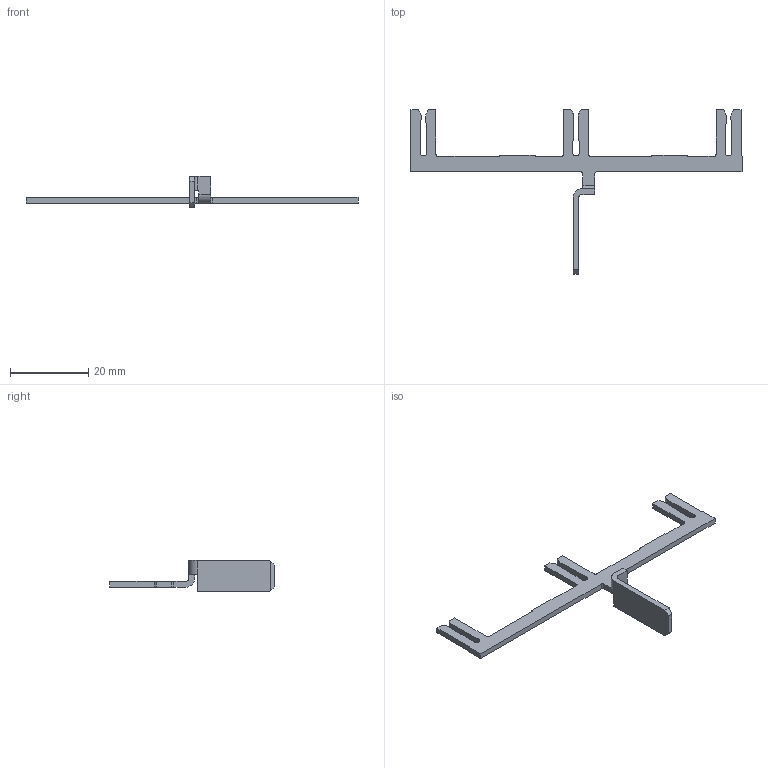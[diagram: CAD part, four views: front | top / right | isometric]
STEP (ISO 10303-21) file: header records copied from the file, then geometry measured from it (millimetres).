
FILE_DESCRIPTION (( 'STEP AP203' ), '1' );
FILE_NAME ('82070.STEP', '2015-02-12T20:20:03', ( '' ), ( '' ), 'SwSTEP 2.0', 'SolidWorks 2014', '' );
FILE_SCHEMA (( 'CONFIG_CONTROL_DESIGN' ));
Length unit declared in the file: inch
Products named in the file (1): 82070
Bounding box: 84.63 x 42.04 x 7.92 mm (x, y, z)
Volume: 1045 mm3; surface area: 1989.2 mm2
Topology: 1 solids, 1 shells, 85 faces, 247 edges, 164 vertices
Faces by surface type: plane 55, cylinder 30
Entity records: 2884 total; most frequent: CARTESIAN_POINT 497, ORIENTED_EDGE 494, DIRECTION 479, EDGE_CURVE 247, LINE 187, VECTOR 187, VERTEX_POINT 164, AXIS2_PLACEMENT_3D 146
